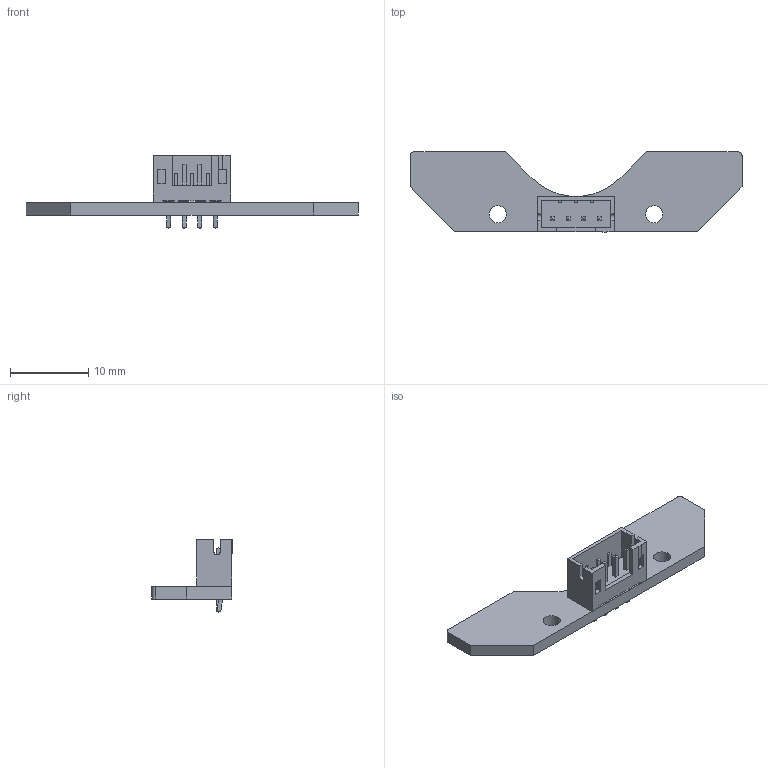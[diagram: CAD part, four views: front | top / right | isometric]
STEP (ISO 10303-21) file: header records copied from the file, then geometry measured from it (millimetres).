
FILE_DESCRIPTION(('KiCad electronic assembly'),'2;1');
FILE_NAME('z-endstop.step','2024-08-21T15:19:30',('Pcbnew'),('Kicad'), 'Open CASCADE STEP processor 7.5','KiCad to STEP converter','Unknown' );
FILE_SCHEMA(('AUTOMOTIVE_DESIGN { 1 0 10303 214 1 1 1 1 }'));
Length unit declared in the file: millimetre
Products named in the file (4): z-endstop 1; JST_PH_B4B-PH-K_1x04_P2.00mm_Vertical; SOLID; z-endstop PCB
Assembly tree (3 placements, depth 3):
  z-endstop 1
    JST_PH_B4B-PH-K_1x04_P2.00mm_Vertical
      SOLID
    z-endstop PCB
Bounding box: 42.5 x 10.3 x 9.4 mm (x, y, z)
Volume: 649.4 mm3; surface area: 1238.5 mm2
Topology: 2 solids, 2 shells, 169 faces, 450 edges, 292 vertices
Faces by surface type: bspline 149, plane 11, cylinder 9
Full cylindrical faces by diameter (mm): 0.75 x4, 2.2 x2
Entity records: 11047 total; most frequent: CARTESIAN_POINT 3610, B_SPLINE_CURVE_WITH_KNOTS 1180, ORIENTED_EDGE 900, PCURVE 900, DEFINITIONAL_REPRESENTATION 900, EDGE_CURVE 450, SURFACE_CURVE 444, VERTEX_POINT 292
